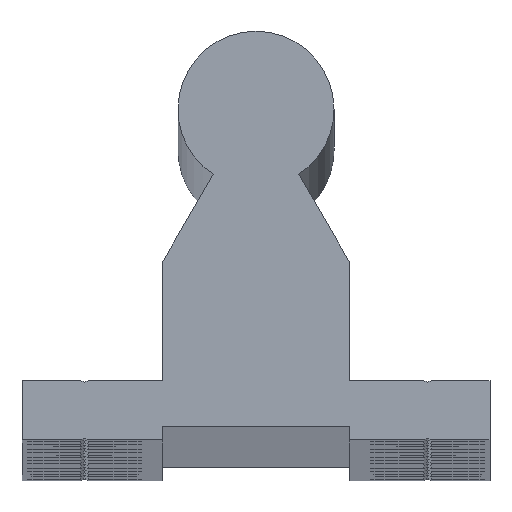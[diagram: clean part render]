
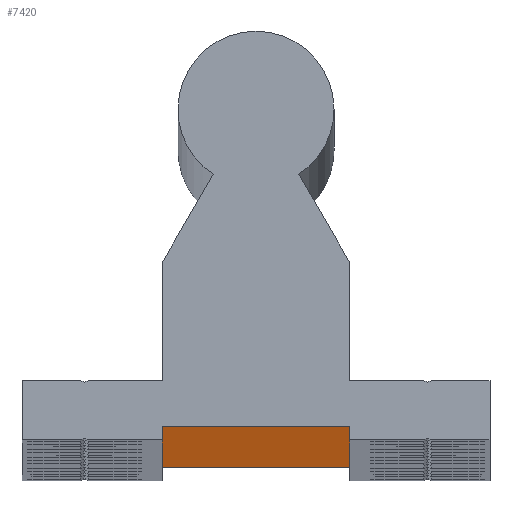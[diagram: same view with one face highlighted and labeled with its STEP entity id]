
A CAD part, top view. The second image highlights one B-rep face of the part: STEP entity #7420.
In plain terms, the highlighted planar face has unit normal (0, -1, 0).
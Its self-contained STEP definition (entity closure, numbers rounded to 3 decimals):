
#747 = CARTESIAN_POINT ( 'NONE',  ( -6., 0.85, 1500. ) ) ;
#898 = VECTOR ( 'NONE', #7529, 1000. ) ;
#1131 = ORIENTED_EDGE ( 'NONE', *, *, #10661, .F. ) ;
#1399 = ORIENTED_EDGE ( 'NONE', *, *, #3225, .F. ) ;
#1975 = LINE ( 'NONE', #3961, #6702 ) ;
#2005 = VECTOR ( 'NONE', #8963, 1000. ) ;
#2112 = EDGE_LOOP ( 'NONE', ( #4914, #1131, #1399, #3965 ) ) ;
#2660 = AXIS2_PLACEMENT_3D ( 'NONE', #747, #4829, #8807 ) ;
#2797 = CARTESIAN_POINT ( 'NONE',  ( -6., 0.85, 0. ) ) ;
#2978 = VERTEX_POINT ( 'NONE', #7560 ) ;
#3087 = FACE_OUTER_BOUND ( 'NONE', #2112, .T. ) ;
#3225 = EDGE_CURVE ( 'NONE', #8583, #2978, #5327, .T. ) ;
#3961 = CARTESIAN_POINT ( 'NONE',  ( -6., 0.85, 0. ) ) ;
#3965 = ORIENTED_EDGE ( 'NONE', *, *, #10089, .T. ) ;
#4673 = CARTESIAN_POINT ( 'NONE',  ( -6., 0.85, 1500. ) ) ;
#4829 = DIRECTION ( 'NONE',  ( 0., 1., 0. ) ) ;
#4914 = ORIENTED_EDGE ( 'NONE', *, *, #5702, .T. ) ;
#5192 = CARTESIAN_POINT ( 'NONE',  ( 6., 0.85, 1500. ) ) ;
#5228 = DIRECTION ( 'NONE',  ( 1., 0., 0. ) ) ;
#5327 = LINE ( 'NONE', #4673, #2005 ) ;
#5444 = VERTEX_POINT ( 'NONE', #2797 ) ;
#5701 = CARTESIAN_POINT ( 'NONE',  ( -6., 0.85, 1500. ) ) ;
#5702 = EDGE_CURVE ( 'NONE', #5444, #5748, #1975, .T. ) ;
#5748 = VERTEX_POINT ( 'NONE', #6147 ) ;
#6147 = CARTESIAN_POINT ( 'NONE',  ( 6., 0.85, 0. ) ) ;
#6148 = LINE ( 'NONE', #9476, #8174 ) ;
#6702 = VECTOR ( 'NONE', #5228, 1000. ) ;
#7420 = ADVANCED_FACE ( 'NONE', ( #3087 ), #8198, .F. ) ;
#7529 = DIRECTION ( 'NONE',  ( 0., 0., -1. ) ) ;
#7560 = CARTESIAN_POINT ( 'NONE',  ( 6., 0.85, 1500. ) ) ;
#8174 = VECTOR ( 'NONE', #9361, 1000. ) ;
#8198 = PLANE ( 'NONE',  #2660 ) ;
#8583 = VERTEX_POINT ( 'NONE', #5701 ) ;
#8807 = DIRECTION ( 'NONE',  ( 0., 0., 1. ) ) ;
#8963 = DIRECTION ( 'NONE',  ( 1., 0., 0. ) ) ;
#9361 = DIRECTION ( 'NONE',  ( 0., 0., -1. ) ) ;
#9476 = CARTESIAN_POINT ( 'NONE',  ( -6., 0.85, 1500. ) ) ;
#10084 = LINE ( 'NONE', #5192, #898 ) ;
#10089 = EDGE_CURVE ( 'NONE', #8583, #5444, #6148, .T. ) ;
#10661 = EDGE_CURVE ( 'NONE', #2978, #5748, #10084, .T. ) ;
